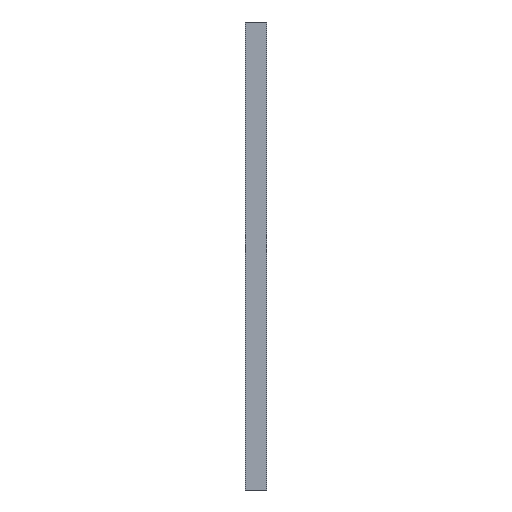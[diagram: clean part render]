
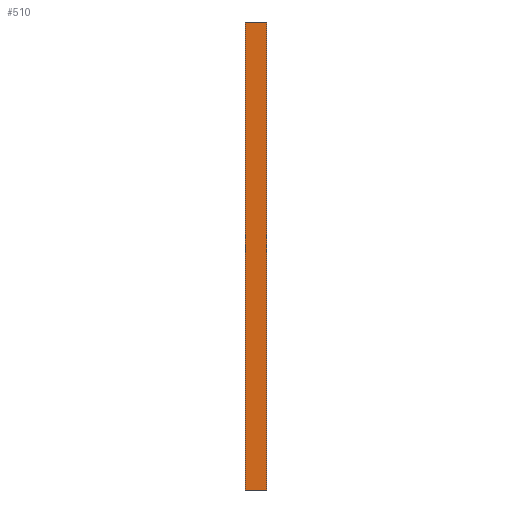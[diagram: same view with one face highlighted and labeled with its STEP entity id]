
A CAD part, left-side view. The second image highlights one B-rep face of the part: STEP entity #510.
In plain terms, the highlighted planar face has unit normal (-1, 0, 0).
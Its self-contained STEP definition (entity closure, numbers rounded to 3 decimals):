
#32 = EDGE_CURVE ( 'NONE', #461, #689, #885, .T. ) ;
#73 = VERTEX_POINT ( 'NONE', #887 ) ;
#86 = LINE ( 'NONE', #403, #483 ) ;
#162 = EDGE_LOOP ( 'NONE', ( #894, #551, #474, #831 ) ) ;
#189 = CARTESIAN_POINT ( 'NONE',  ( 0., 3., 0. ) ) ;
#208 = DIRECTION ( 'NONE',  ( 0., -1., 0. ) ) ;
#296 = VECTOR ( 'NONE', #708, 1000. ) ;
#331 = DIRECTION ( 'NONE',  ( 0., 0., 1. ) ) ;
#344 = EDGE_CURVE ( 'NONE', #486, #689, #86, .T. ) ;
#353 = DIRECTION ( 'NONE',  ( 0., 0., -1. ) ) ;
#373 = VECTOR ( 'NONE', #208, 1000. ) ;
#389 = CARTESIAN_POINT ( 'NONE',  ( 0., 3., 0. ) ) ;
#390 = CARTESIAN_POINT ( 'NONE',  ( 0., 0., 0. ) ) ;
#403 = CARTESIAN_POINT ( 'NONE',  ( 0., 3., -66. ) ) ;
#461 = VERTEX_POINT ( 'NONE', #390 ) ;
#474 = ORIENTED_EDGE ( 'NONE', *, *, #621, .T. ) ;
#475 = PLANE ( 'NONE',  #951 ) ;
#483 = VECTOR ( 'NONE', #857, 1000. ) ;
#486 = VERTEX_POINT ( 'NONE', #974 ) ;
#500 = CARTESIAN_POINT ( 'NONE',  ( 0., 0., 0. ) ) ;
#510 = ADVANCED_FACE ( 'NONE', ( #859 ), #475, .T. ) ;
#551 = ORIENTED_EDGE ( 'NONE', *, *, #955, .F. ) ;
#557 = CARTESIAN_POINT ( 'NONE',  ( 0., 3., 0. ) ) ;
#582 = LINE ( 'NONE', #189, #373 ) ;
#621 = EDGE_CURVE ( 'NONE', #73, #486, #864, .T. ) ;
#632 = DIRECTION ( 'NONE',  ( -1., 0., 0. ) ) ;
#653 = CARTESIAN_POINT ( 'NONE',  ( 0., 0., -66. ) ) ;
#689 = VERTEX_POINT ( 'NONE', #653 ) ;
#708 = DIRECTION ( 'NONE',  ( 0., 0., -1. ) ) ;
#737 = VECTOR ( 'NONE', #353, 1000. ) ;
#831 = ORIENTED_EDGE ( 'NONE', *, *, #344, .T. ) ;
#857 = DIRECTION ( 'NONE',  ( 0., -1., 0. ) ) ;
#859 = FACE_OUTER_BOUND ( 'NONE', #162, .T. ) ;
#864 = LINE ( 'NONE', #389, #296 ) ;
#885 = LINE ( 'NONE', #500, #737 ) ;
#887 = CARTESIAN_POINT ( 'NONE',  ( 0., 3., 0. ) ) ;
#894 = ORIENTED_EDGE ( 'NONE', *, *, #32, .F. ) ;
#951 = AXIS2_PLACEMENT_3D ( 'NONE', #557, #632, #331 ) ;
#955 = EDGE_CURVE ( 'NONE', #73, #461, #582, .T. ) ;
#974 = CARTESIAN_POINT ( 'NONE',  ( 0., 3., -66. ) ) ;
